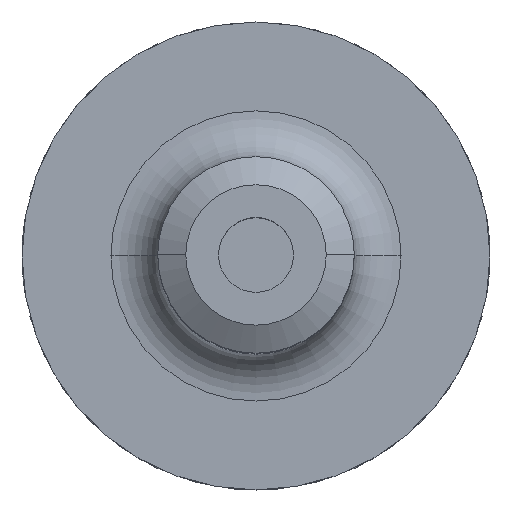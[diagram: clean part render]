
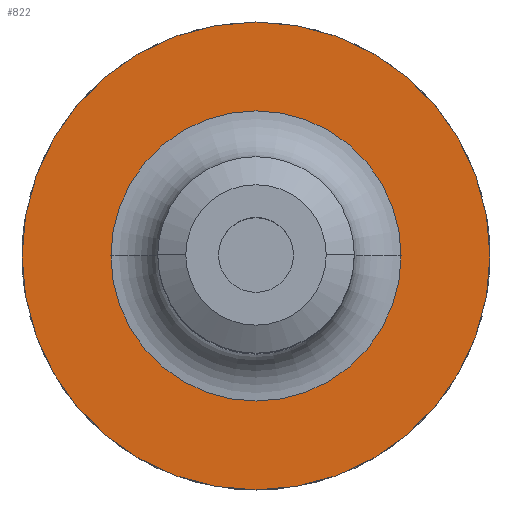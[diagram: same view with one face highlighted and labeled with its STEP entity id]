
A CAD part, top view. The second image highlights one B-rep face of the part: STEP entity #822.
In plain terms, the highlighted planar face has unit normal (0, 0, 1).
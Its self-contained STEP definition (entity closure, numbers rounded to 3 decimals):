
#10 = VERTEX_POINT ( 'NONE', #334 ) ;
#33 = AXIS2_PLACEMENT_3D ( 'NONE', #1804, #474, #166 ) ;
#44 = CARTESIAN_POINT ( 'NONE',  ( 0., 0., 38. ) ) ;
#91 = EDGE_CURVE ( 'NONE', #893, #10, #949, .T. ) ;
#146 = ORIENTED_EDGE ( 'NONE', *, *, #91, .F. ) ;
#166 = DIRECTION ( 'NONE',  ( -1., 0., 0. ) ) ;
#189 = AXIS2_PLACEMENT_3D ( 'NONE', #44, #1670, #218 ) ;
#218 = DIRECTION ( 'NONE',  ( -1., 0., 0. ) ) ;
#264 = CIRCLE ( 'NONE', #577, 31. ) ;
#275 = CARTESIAN_POINT ( 'NONE',  ( 0., 0., 38. ) ) ;
#280 = DIRECTION ( 'NONE',  ( 0., 0., -1. ) ) ;
#334 = CARTESIAN_POINT ( 'NONE',  ( 50., 0., 38. ) ) ;
#338 = FACE_OUTER_BOUND ( 'NONE', #1047, .T. ) ;
#356 = EDGE_CURVE ( 'NONE', #591, #1334, #264, .T. ) ;
#474 = DIRECTION ( 'NONE',  ( 0., 0., -1. ) ) ;
#577 = AXIS2_PLACEMENT_3D ( 'NONE', #275, #280, #1455 ) ;
#591 = VERTEX_POINT ( 'NONE', #1081 ) ;
#744 = DIRECTION ( 'NONE',  ( -1., 0., 0. ) ) ;
#822 = ADVANCED_FACE ( 'NONE', ( #945, #338 ), #1150, .F. ) ;
#853 = CARTESIAN_POINT ( 'NONE',  ( -31., 0., 38. ) ) ;
#893 = VERTEX_POINT ( 'NONE', #1018 ) ;
#945 = FACE_BOUND ( 'NONE', #1378, .T. ) ;
#949 = CIRCLE ( 'NONE', #189, 50. ) ;
#974 = CIRCLE ( 'NONE', #33, 31. ) ;
#1018 = CARTESIAN_POINT ( 'NONE',  ( -50., 0., 38. ) ) ;
#1047 = EDGE_LOOP ( 'NONE', ( #146, #1613 ) ) ;
#1048 = EDGE_CURVE ( 'NONE', #1334, #591, #974, .T. ) ;
#1049 = ORIENTED_EDGE ( 'NONE', *, *, #1048, .T. ) ;
#1081 = CARTESIAN_POINT ( 'NONE',  ( 31., 0., 38. ) ) ;
#1150 = PLANE ( 'NONE',  #1374 ) ;
#1171 = DIRECTION ( 'NONE',  ( 0., 0., -1. ) ) ;
#1267 = CARTESIAN_POINT ( 'NONE',  ( 0., 0., 38. ) ) ;
#1334 = VERTEX_POINT ( 'NONE', #853 ) ;
#1366 = ORIENTED_EDGE ( 'NONE', *, *, #356, .T. ) ;
#1374 = AXIS2_PLACEMENT_3D ( 'NONE', #1267, #1896, #1430 ) ;
#1377 = CIRCLE ( 'NONE', #1546, 50. ) ;
#1378 = EDGE_LOOP ( 'NONE', ( #1049, #1366 ) ) ;
#1430 = DIRECTION ( 'NONE',  ( -1., 0., 0. ) ) ;
#1452 = EDGE_CURVE ( 'NONE', #10, #893, #1377, .T. ) ;
#1455 = DIRECTION ( 'NONE',  ( -1., 0., 0. ) ) ;
#1546 = AXIS2_PLACEMENT_3D ( 'NONE', #1768, #1171, #744 ) ;
#1613 = ORIENTED_EDGE ( 'NONE', *, *, #1452, .F. ) ;
#1670 = DIRECTION ( 'NONE',  ( 0., 0., -1. ) ) ;
#1768 = CARTESIAN_POINT ( 'NONE',  ( 0., 0., 38. ) ) ;
#1804 = CARTESIAN_POINT ( 'NONE',  ( 0., 0., 38. ) ) ;
#1896 = DIRECTION ( 'NONE',  ( 0., 0., -1. ) ) ;
